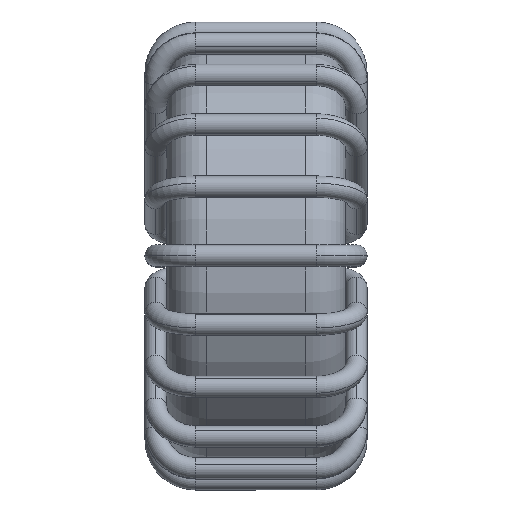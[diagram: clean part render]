
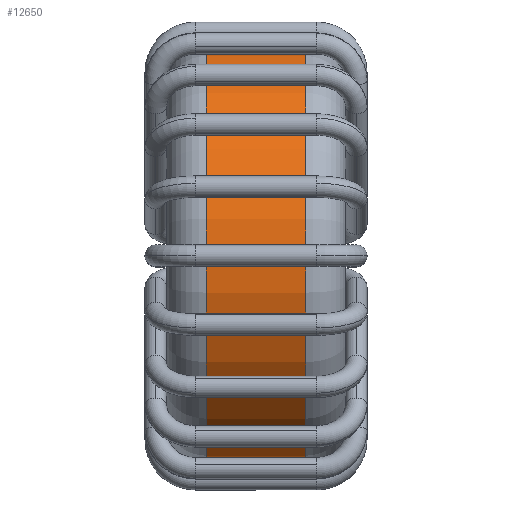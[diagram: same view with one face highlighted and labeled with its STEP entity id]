
A CAD part, top view. The second image highlights one B-rep face of the part: STEP entity #12650.
In plain terms, the highlighted cylindrical face has radius 26.8 mm (diameter 53.6 mm), a partial arc.
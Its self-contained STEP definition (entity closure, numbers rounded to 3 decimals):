
#12193=CARTESIAN_POINT('',(-6.3,-26.8,29.5));
#12194=VERTEX_POINT('',#12193);
#12202=CARTESIAN_POINT('',(-6.3,0.,56.3));
#12203=VERTEX_POINT('',#12202);
#12204=CARTESIAN_POINT('',(-6.3,0.,29.5));
#12205=DIRECTION('',(-1.0,0.0,0.0));
#12206=DIRECTION('',(0.0,-1.0,0.0));
#12207=AXIS2_PLACEMENT_3D('',#12204,#12205,#12206);
#12208=CIRCLE('',#12207,26.8);
#12209=EDGE_CURVE('',#12194,#12203,#12208,.T.);
#12235=CARTESIAN_POINT('',(6.3,26.8,29.5));
#12236=VERTEX_POINT('',#12235);
#12237=CARTESIAN_POINT('',(-6.3,26.8,29.5));
#12238=VERTEX_POINT('',#12237);
#12239=CARTESIAN_POINT('',(6.3,26.8,29.5));
#12240=DIRECTION('',(-1.0,0.0,0.0));
#12241=VECTOR('',#12240,12.6);
#12242=LINE('',#12239,#12241);
#12243=EDGE_CURVE('',#12236,#12238,#12242,.T.);
#12254=CARTESIAN_POINT('',(6.3,-26.8,29.5));
#12255=VERTEX_POINT('',#12254);
#12263=CARTESIAN_POINT('',(6.3,-26.8,29.5));
#12264=DIRECTION('',(-1.0,0.0,0.0));
#12265=VECTOR('',#12264,12.6);
#12266=LINE('',#12263,#12265);
#12267=EDGE_CURVE('',#12255,#12194,#12266,.T.);
#12285=CARTESIAN_POINT('',(6.3,0.,56.3));
#12286=VERTEX_POINT('',#12285);
#12296=CARTESIAN_POINT('',(6.3,0.,29.5));
#12297=DIRECTION('',(1.0,0.0,0.0));
#12298=DIRECTION('',(0.0,-1.0,0.0));
#12299=AXIS2_PLACEMENT_3D('',#12296,#12297,#12298);
#12300=CIRCLE('',#12299,26.8);
#12301=EDGE_CURVE('',#12286,#12255,#12300,.T.);
#12621=CARTESIAN_POINT('',(6.3,0.,29.5));
#12622=DIRECTION('',(1.0,0.0,0.0));
#12623=DIRECTION('',(0.0,-1.0,0.0));
#12624=AXIS2_PLACEMENT_3D('',#12621,#12622,#12623);
#12625=CIRCLE('',#12624,26.8);
#12626=EDGE_CURVE('',#12236,#12286,#12625,.T.);
#12631=CARTESIAN_POINT('',(-11.3,0.,29.5));
#12632=DIRECTION('',(1.0,0.0,0.0));
#12633=DIRECTION('',(0.0,1.0,0.0));
#12634=AXIS2_PLACEMENT_3D('',#12631,#12632,#12633);
#12635=CYLINDRICAL_SURFACE('',#12634,26.8);
#12636=ORIENTED_EDGE('',*,*,#12243,.T.);
#12637=CARTESIAN_POINT('',(-6.3,0.,29.5));
#12638=DIRECTION('',(-1.0,0.0,0.0));
#12639=DIRECTION('',(0.0,-1.0,0.0));
#12640=AXIS2_PLACEMENT_3D('',#12637,#12638,#12639);
#12641=CIRCLE('',#12640,26.8);
#12642=EDGE_CURVE('',#12203,#12238,#12641,.T.);
#12643=ORIENTED_EDGE('',*,*,#12642,.F.);
#12644=ORIENTED_EDGE('',*,*,#12209,.F.);
#12645=ORIENTED_EDGE('',*,*,#12267,.F.);
#12646=ORIENTED_EDGE('',*,*,#12301,.F.);
#12647=ORIENTED_EDGE('',*,*,#12626,.F.);
#12648=EDGE_LOOP('',(#12636,#12643,#12644,#12645,#12646,#12647));
#12649=FACE_OUTER_BOUND('',#12648,.T.);
#12650=ADVANCED_FACE('',(#12649),#12635,.T.);
